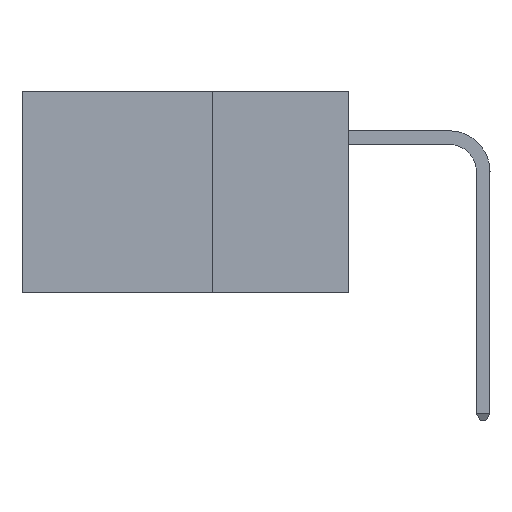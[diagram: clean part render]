
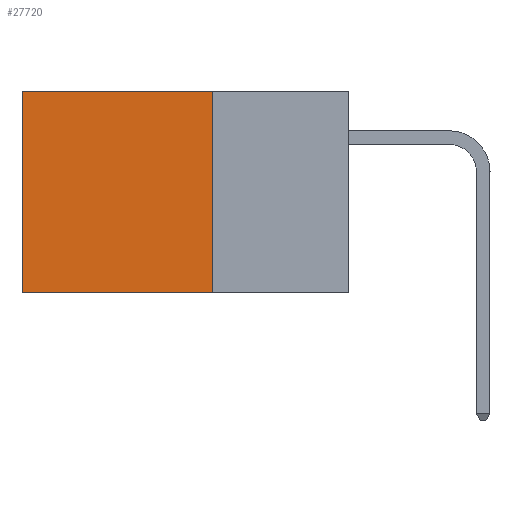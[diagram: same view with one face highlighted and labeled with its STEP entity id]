
A CAD part, left-side view. The second image highlights one B-rep face of the part: STEP entity #27720.
In plain terms, the highlighted planar face has unit normal (-1, 0, 0).
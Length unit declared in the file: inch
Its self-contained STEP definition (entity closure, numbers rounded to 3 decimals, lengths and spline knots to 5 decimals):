
#2910 = DIRECTION ( 'NONE',  ( 0., 0., -1. ) ) ;
#3390 = VERTEX_POINT ( 'NONE', #35051 ) ;
#4067 = EDGE_CURVE ( 'NONE', #14315, #3390, #34688, .T. ) ;
#5571 = CARTESIAN_POINT ( 'NONE',  ( 0.2875, 0.25, -0.37 ) ) ;
#6026 = DIRECTION ( 'NONE',  ( 0., 0., -1. ) ) ;
#6436 = DIRECTION ( 'NONE',  ( 0., 1., 0. ) ) ;
#7375 = CARTESIAN_POINT ( 'NONE',  ( 0.2875, 0.6, 0. ) ) ;
#9735 = VECTOR ( 'NONE', #24683, 39.37008 ) ;
#13030 = VECTOR ( 'NONE', #2910, 39.37008 ) ;
#13855 = DIRECTION ( 'NONE',  ( 0., 1., 0. ) ) ;
#14315 = VERTEX_POINT ( 'NONE', #5571 ) ;
#14923 = CARTESIAN_POINT ( 'NONE',  ( 0.2875, 0.6, 0. ) ) ;
#16059 = ORIENTED_EDGE ( 'NONE', *, *, #4067, .F. ) ;
#16771 = CARTESIAN_POINT ( 'NONE',  ( 0.2875, 0.25, 0. ) ) ;
#17448 = LINE ( 'NONE', #7375, #9735 ) ;
#19549 = VECTOR ( 'NONE', #6436, 39.37008 ) ;
#20416 = VERTEX_POINT ( 'NONE', #36279 ) ;
#20514 = ORIENTED_EDGE ( 'NONE', *, *, #24561, .T. ) ;
#20556 = PLANE ( 'NONE',  #31766 ) ;
#23291 = CARTESIAN_POINT ( 'NONE',  ( 0.2875, 0.25, 0. ) ) ;
#23419 = DIRECTION ( 'NONE',  ( 1., 0., 0. ) ) ;
#23525 = FACE_OUTER_BOUND ( 'NONE', #24948, .T. ) ;
#24561 = EDGE_CURVE ( 'NONE', #26119, #3390, #17448, .T. ) ;
#24683 = DIRECTION ( 'NONE',  ( 0., 0., -1. ) ) ;
#24823 = ORIENTED_EDGE ( 'NONE', *, *, #33855, .F. ) ;
#24948 = EDGE_LOOP ( 'NONE', ( #20514, #16059, #24823, #35936 ) ) ;
#25794 = VECTOR ( 'NONE', #13855, 39.37008 ) ;
#26119 = VERTEX_POINT ( 'NONE', #14923 ) ;
#26676 = CARTESIAN_POINT ( 'NONE',  ( 0.2875, 0.25, -0.37 ) ) ;
#27397 = LINE ( 'NONE', #23291, #13030 ) ;
#27720 = ADVANCED_FACE ( 'NONE', ( #23525 ), #20556, .F. ) ;
#31766 = AXIS2_PLACEMENT_3D ( 'NONE', #34741, #23419, #6026 ) ;
#31816 = EDGE_CURVE ( 'NONE', #20416, #26119, #33342, .T. ) ;
#33342 = LINE ( 'NONE', #16771, #25794 ) ;
#33855 = EDGE_CURVE ( 'NONE', #20416, #14315, #27397, .T. ) ;
#34688 = LINE ( 'NONE', #26676, #19549 ) ;
#34741 = CARTESIAN_POINT ( 'NONE',  ( 0.2875, 0.25, 0. ) ) ;
#35051 = CARTESIAN_POINT ( 'NONE',  ( 0.2875, 0.6, -0.37 ) ) ;
#35936 = ORIENTED_EDGE ( 'NONE', *, *, #31816, .T. ) ;
#36279 = CARTESIAN_POINT ( 'NONE',  ( 0.2875, 0.25, 0. ) ) ;
